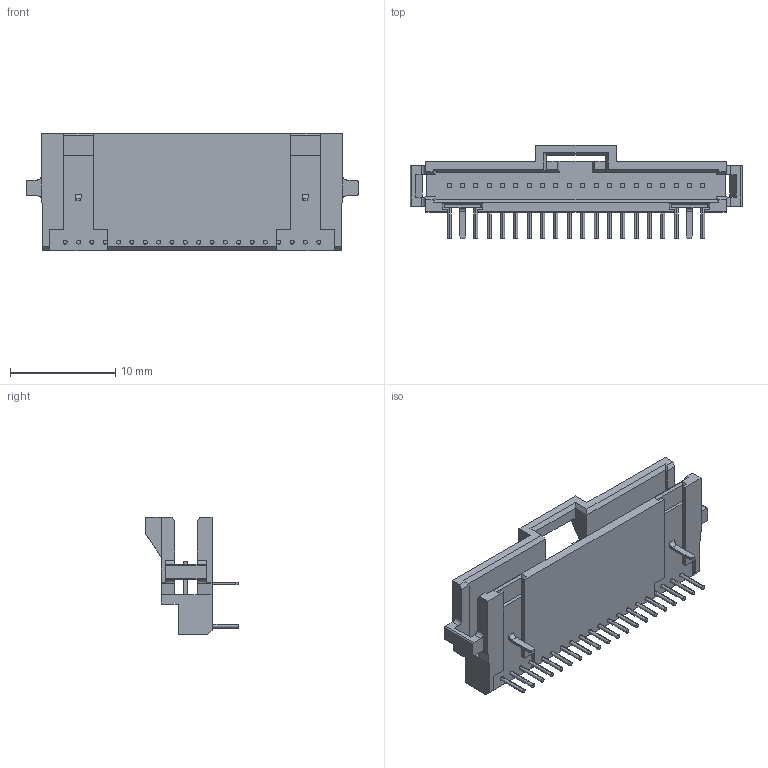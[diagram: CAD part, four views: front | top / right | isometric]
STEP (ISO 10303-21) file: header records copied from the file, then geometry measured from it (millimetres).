
FILE_DESCRIPTION((''),'2;1');
FILE_NAME('C-104074-4','2018-02-23T',('workeradm'),('TE Connectivity Ltd.'),'CREO PARAMETRIC BY PTC INC, 2016050','CREO PARAMETRIC BY PTC INC, 2016050','');
FILE_SCHEMA(('AUTOMOTIVE_DESIGN { 1 0 10303 214 1 1 1 1 }'));
Length unit declared in the file: millimetre
Products named in the file (1): C-104074-4
Bounding box: 31.6 x 8.89 x 11.18 mm (x, y, z)
Volume: 831.9 mm3; surface area: 1627.9 mm2
Topology: 1 solids, 1 shells, 313 faces, 787 edges, 512 vertices
Faces by surface type: plane 253, cylinder 60
Entity records: 9327 total; most frequent: CARTESIAN_POINT 1650, ORIENTED_EDGE 1574, DIRECTION 1533, EDGE_CURVE 787, VECTOR 663, LINE 663, VERTEX_POINT 512, AXIS2_PLACEMENT_3D 435
